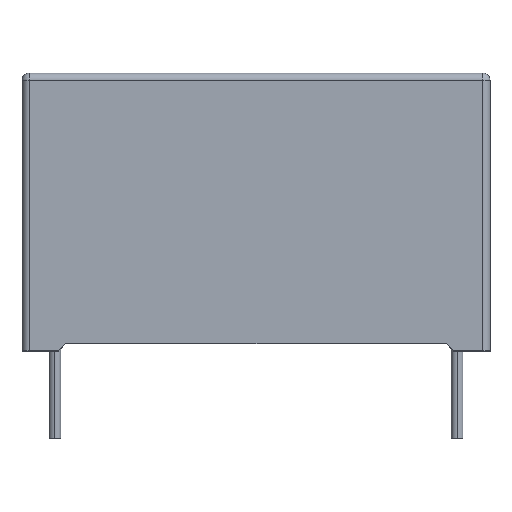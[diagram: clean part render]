
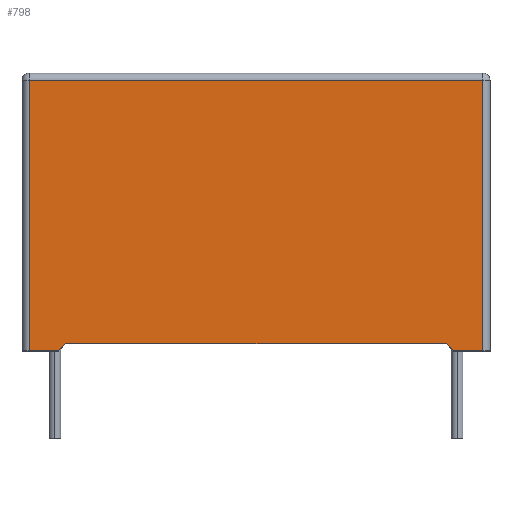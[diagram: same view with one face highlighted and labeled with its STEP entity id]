
A CAD part, top view. The second image highlights one B-rep face of the part: STEP entity #798.
In plain terms, the highlighted planar face has unit normal (0, 0, 1).
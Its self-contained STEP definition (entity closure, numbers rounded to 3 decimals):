
#154 = AXIS2_PLACEMENT_3D ( 'NONE', #3672, #3515, #3504 ) ;
#166 = DIRECTION ( 'NONE',  ( 1., 0., 0. ) ) ;
#269 = EDGE_CURVE ( 'NONE', #3046, #3253, #373, .T. ) ;
#331 = VECTOR ( 'NONE', #2857, 1000. ) ;
#347 = CARTESIAN_POINT ( 'NONE',  ( 15.5, 19., 4.5 ) ) ;
#373 = LINE ( 'NONE', #2816, #331 ) ;
#405 = DIRECTION ( 'NONE',  ( -1., 0., 0. ) ) ;
#650 = VECTOR ( 'NONE', #166, 1000. ) ;
#702 = VECTOR ( 'NONE', #2998, 1000. ) ;
#798 = ADVANCED_FACE ( 'NONE', ( #2372 ), #3805, .F. ) ;
#915 = CARTESIAN_POINT ( 'NONE',  ( -15.5, 19., 4.5 ) ) ;
#1113 = EDGE_CURVE ( 'NONE', #2909, #3024, #1237, .T. ) ;
#1125 = CARTESIAN_POINT ( 'NONE',  ( -13.5, 0., 4.5 ) ) ;
#1166 = VECTOR ( 'NONE', #1558, 1000. ) ;
#1172 = CARTESIAN_POINT ( 'NONE',  ( 13., 0.5, 4.5 ) ) ;
#1237 = LINE ( 'NONE', #1172, #1166 ) ;
#1333 = DIRECTION ( 'NONE',  ( 0., -1., 0. ) ) ;
#1404 = DIRECTION ( 'NONE',  ( -1., 0., 0. ) ) ;
#1408 = EDGE_LOOP ( 'NONE', ( #1755, #1794, #2198, #2370, #3361, #3519, #3649, #3774 ) ) ;
#1484 = LINE ( 'NONE', #2096, #650 ) ;
#1526 = LINE ( 'NONE', #2047, #3109 ) ;
#1558 = DIRECTION ( 'NONE',  ( -0.707, 0.707, 0. ) ) ;
#1755 = ORIENTED_EDGE ( 'NONE', *, *, #4209, .F. ) ;
#1787 = CARTESIAN_POINT ( 'NONE',  ( 13., 0.5, 4.5 ) ) ;
#1794 = ORIENTED_EDGE ( 'NONE', *, *, #1113, .F. ) ;
#1871 = LINE ( 'NONE', #2704, #702 ) ;
#1947 = DIRECTION ( 'NONE',  ( 0., 1., 0. ) ) ;
#2047 = CARTESIAN_POINT ( 'NONE',  ( -13., 0.5, 4.5 ) ) ;
#2096 = CARTESIAN_POINT ( 'NONE',  ( -16., 0., 4.5 ) ) ;
#2097 = EDGE_CURVE ( 'NONE', #2978, #2410, #2234, .T. ) ;
#2124 = VECTOR ( 'NONE', #405, 1000. ) ;
#2184 = VECTOR ( 'NONE', #1947, 1000. ) ;
#2198 = ORIENTED_EDGE ( 'NONE', *, *, #2896, .T. ) ;
#2234 = LINE ( 'NONE', #347, #2184 ) ;
#2324 = EDGE_CURVE ( 'NONE', #2410, #3224, #2584, .T. ) ;
#2354 = EDGE_CURVE ( 'NONE', #3224, #3229, #2433, .T. ) ;
#2370 = ORIENTED_EDGE ( 'NONE', *, *, #2097, .T. ) ;
#2372 = FACE_OUTER_BOUND ( 'NONE', #1408, .T. ) ;
#2410 = VERTEX_POINT ( 'NONE', #2646 ) ;
#2433 = LINE ( 'NONE', #915, #2730 ) ;
#2487 = CARTESIAN_POINT ( 'NONE',  ( -15.5, 0., 4.5 ) ) ;
#2584 = LINE ( 'NONE', #3784, #2124 ) ;
#2646 = CARTESIAN_POINT ( 'NONE',  ( 15.5, 18.5, 4.5 ) ) ;
#2689 = EDGE_CURVE ( 'NONE', #3229, #3253, #1871, .T. ) ;
#2704 = CARTESIAN_POINT ( 'NONE',  ( -16., 0., 4.5 ) ) ;
#2730 = VECTOR ( 'NONE', #1333, 1000. ) ;
#2797 = CARTESIAN_POINT ( 'NONE',  ( -15.5, 18.5, 4.5 ) ) ;
#2816 = CARTESIAN_POINT ( 'NONE',  ( -13.5, 0., 4.5 ) ) ;
#2857 = DIRECTION ( 'NONE',  ( -0.707, -0.707, 0. ) ) ;
#2896 = EDGE_CURVE ( 'NONE', #2909, #2978, #1484, .T. ) ;
#2909 = VERTEX_POINT ( 'NONE', #3041 ) ;
#2978 = VERTEX_POINT ( 'NONE', #3893 ) ;
#2998 = DIRECTION ( 'NONE',  ( 1., 0., 0. ) ) ;
#3024 = VERTEX_POINT ( 'NONE', #1787 ) ;
#3041 = CARTESIAN_POINT ( 'NONE',  ( 13.5, 0., 4.5 ) ) ;
#3046 = VERTEX_POINT ( 'NONE', #3628 ) ;
#3109 = VECTOR ( 'NONE', #1404, 1000. ) ;
#3224 = VERTEX_POINT ( 'NONE', #2797 ) ;
#3229 = VERTEX_POINT ( 'NONE', #2487 ) ;
#3253 = VERTEX_POINT ( 'NONE', #1125 ) ;
#3361 = ORIENTED_EDGE ( 'NONE', *, *, #2324, .T. ) ;
#3504 = DIRECTION ( 'NONE',  ( -1., 0., 0. ) ) ;
#3515 = DIRECTION ( 'NONE',  ( 0., 0., -1. ) ) ;
#3519 = ORIENTED_EDGE ( 'NONE', *, *, #2354, .T. ) ;
#3628 = CARTESIAN_POINT ( 'NONE',  ( -13., 0.5, 4.5 ) ) ;
#3649 = ORIENTED_EDGE ( 'NONE', *, *, #2689, .T. ) ;
#3672 = CARTESIAN_POINT ( 'NONE',  ( -16., 19., 4.5 ) ) ;
#3774 = ORIENTED_EDGE ( 'NONE', *, *, #269, .F. ) ;
#3784 = CARTESIAN_POINT ( 'NONE',  ( -16., 18.5, 4.5 ) ) ;
#3805 = PLANE ( 'NONE',  #154 ) ;
#3893 = CARTESIAN_POINT ( 'NONE',  ( 15.5, 0., 4.5 ) ) ;
#4209 = EDGE_CURVE ( 'NONE', #3024, #3046, #1526, .T. ) ;
